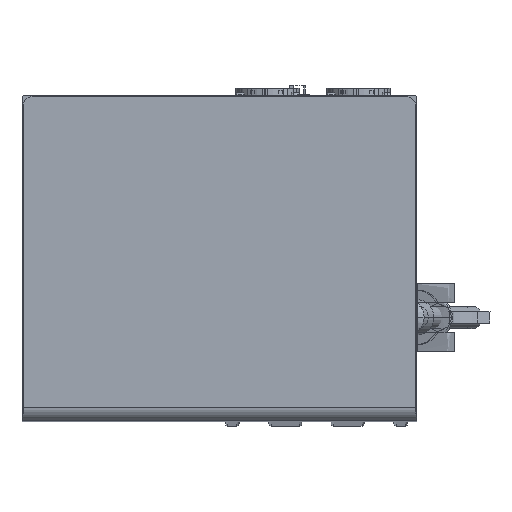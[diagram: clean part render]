
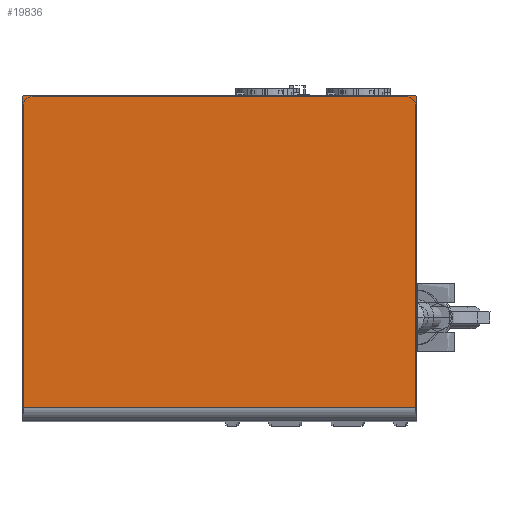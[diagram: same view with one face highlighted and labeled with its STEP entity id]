
A CAD part, top view. The second image highlights one B-rep face of the part: STEP entity #19836.
In plain terms, the highlighted planar face has unit normal (0, 0, 1).
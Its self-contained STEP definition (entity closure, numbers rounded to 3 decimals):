
#753 = CARTESIAN_POINT ( 'NONE',  ( -128.151, -31.87, 111.984 ) ) ;
#1367 = DIRECTION ( 'NONE',  ( 0., 1., 0. ) ) ;
#1607 = AXIS2_PLACEMENT_3D ( 'NONE', #20183, #2223, #18061 ) ;
#1610 = CARTESIAN_POINT ( 'NONE',  ( 44.349, 105.13, 111.984 ) ) ;
#2150 = DIRECTION ( 'NONE',  ( 0., 0., 1. ) ) ;
#2223 = DIRECTION ( 'NONE',  ( 0., 0., 1. ) ) ;
#3191 = CIRCLE ( 'NONE', #9537, 1. ) ;
#3491 = CARTESIAN_POINT ( 'NONE',  ( 45.349, -31.87, 111.984 ) ) ;
#3497 = LINE ( 'NONE', #21203, #11773 ) ;
#4097 = VERTEX_POINT ( 'NONE', #8623 ) ;
#4320 = VECTOR ( 'NONE', #21848, 1000. ) ;
#4630 = LINE ( 'NONE', #19460, #10809 ) ;
#4880 = ORIENTED_EDGE ( 'NONE', *, *, #8667, .T. ) ;
#5453 = CIRCLE ( 'NONE', #1607, 1. ) ;
#5500 = ORIENTED_EDGE ( 'NONE', *, *, #15666, .F. ) ;
#6116 = EDGE_CURVE ( 'NONE', #12833, #9667, #19871, .T. ) ;
#7490 = CARTESIAN_POINT ( 'NONE',  ( 45.349, 105.13, 111.984 ) ) ;
#8016 = VECTOR ( 'NONE', #12304, 1000. ) ;
#8246 = ORIENTED_EDGE ( 'NONE', *, *, #12145, .T. ) ;
#8516 = VERTEX_POINT ( 'NONE', #3491 ) ;
#8623 = CARTESIAN_POINT ( 'NONE',  ( 45.349, 104.13, 111.984 ) ) ;
#8667 = EDGE_CURVE ( 'NONE', #12833, #12339, #3191, .T. ) ;
#9537 = AXIS2_PLACEMENT_3D ( 'NONE', #20380, #2150, #22490 ) ;
#9561 = DIRECTION ( 'NONE',  ( 0., 0., -1. ) ) ;
#9667 = VERTEX_POINT ( 'NONE', #1610 ) ;
#9883 = LINE ( 'NONE', #16264, #8016 ) ;
#10809 = VECTOR ( 'NONE', #21186, 1000. ) ;
#11773 = VECTOR ( 'NONE', #1367, 1000. ) ;
#11865 = ORIENTED_EDGE ( 'NONE', *, *, #21088, .T. ) ;
#12145 = EDGE_CURVE ( 'NONE', #13402, #8516, #9883, .T. ) ;
#12304 = DIRECTION ( 'NONE',  ( 1., 0., 0. ) ) ;
#12339 = VERTEX_POINT ( 'NONE', #25529 ) ;
#12833 = VERTEX_POINT ( 'NONE', #19299 ) ;
#13402 = VERTEX_POINT ( 'NONE', #753 ) ;
#15552 = FACE_OUTER_BOUND ( 'NONE', #24664, .T. ) ;
#15666 = EDGE_CURVE ( 'NONE', #4097, #8516, #4630, .T. ) ;
#16264 = CARTESIAN_POINT ( 'NONE',  ( -41.401, -31.87, 111.984 ) ) ;
#16485 = DIRECTION ( 'NONE',  ( 0., 1., 0. ) ) ;
#17895 = ORIENTED_EDGE ( 'NONE', *, *, #6116, .F. ) ;
#18061 = DIRECTION ( 'NONE',  ( 0., 1., 0. ) ) ;
#19299 = CARTESIAN_POINT ( 'NONE',  ( -127.151, 105.13, 111.984 ) ) ;
#19460 = CARTESIAN_POINT ( 'NONE',  ( 45.349, -37.87, 111.984 ) ) ;
#19836 = ADVANCED_FACE ( 'NONE', ( #15552 ), #23671, .F. ) ;
#19871 = LINE ( 'NONE', #7490, #4320 ) ;
#20183 = CARTESIAN_POINT ( 'NONE',  ( 44.349, 104.13, 111.984 ) ) ;
#20380 = CARTESIAN_POINT ( 'NONE',  ( -127.151, 104.13, 111.984 ) ) ;
#20847 = ORIENTED_EDGE ( 'NONE', *, *, #23865, .F. ) ;
#21088 = EDGE_CURVE ( 'NONE', #4097, #9667, #5453, .T. ) ;
#21186 = DIRECTION ( 'NONE',  ( 0., -1., 0. ) ) ;
#21203 = CARTESIAN_POINT ( 'NONE',  ( -128.151, -37.87, 111.984 ) ) ;
#21848 = DIRECTION ( 'NONE',  ( 1., 0., 0. ) ) ;
#22490 = DIRECTION ( 'NONE',  ( 0., 1., 0. ) ) ;
#23671 = PLANE ( 'NONE',  #25249 ) ;
#23865 = EDGE_CURVE ( 'NONE', #13402, #12339, #3497, .T. ) ;
#24664 = EDGE_LOOP ( 'NONE', ( #17895, #4880, #20847, #8246, #5500, #11865 ) ) ;
#25249 = AXIS2_PLACEMENT_3D ( 'NONE', #25771, #9561, #16485 ) ;
#25529 = CARTESIAN_POINT ( 'NONE',  ( -128.151, 104.13, 111.984 ) ) ;
#25771 = CARTESIAN_POINT ( 'NONE',  ( -41.401, 33.63, 111.984 ) ) ;
